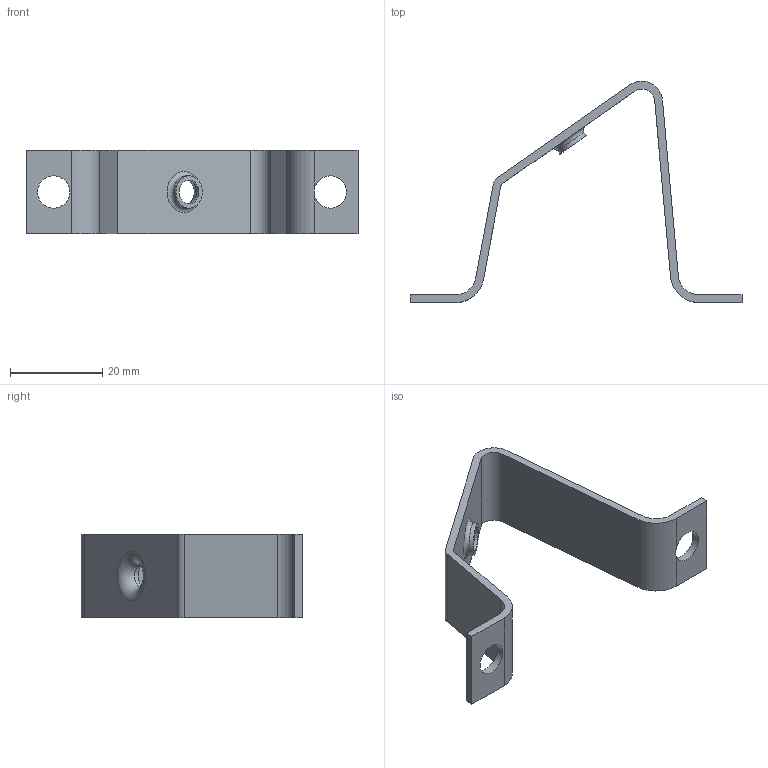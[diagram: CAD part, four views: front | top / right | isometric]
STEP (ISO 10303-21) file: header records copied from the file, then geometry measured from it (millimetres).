
FILE_DESCRIPTION(/* description */ (''),/* implementation_level */ '2;1');
FILE_NAME(/* name */ '2414_0_TSTW_M5.stp',/* time_stamp */ '2019-04-16T08:05:48+02:00',/* author */ (''),/* organization */ (''),/* preprocessor_version */ 'ST-DEVELOPER v16.7',/* originating_system */ 'SIEMENS PLM Software NX 12.0',/* authorisation */ '');
FILE_SCHEMA (('AUTOMOTIVE_DESIGN { 1 0 10303 214 3 1 1 1 }'));
Length unit declared in the file: millimetre
Products named in the file (1): 2414_0_TSTW_M5
Bounding box: 72 x 48.02 x 18 mm (x, y, z)
Volume: 4039.6 mm3; surface area: 5423.2 mm2
Topology: 1 solids, 1 shells, 29 faces, 82 edges, 54 vertices
Faces by surface type: plane 15, cylinder 12, torus 2
Full cylindrical faces by diameter (mm): 5.188 x1, 7 x3
Entity records: 944 total; most frequent: CARTESIAN_POINT 162, DIRECTION 158, ORIENTED_EDGE 148, EDGE_CURVE 74, AXIS2_PLACEMENT_3D 56, VERTEX_POINT 52, LINE 46, VECTOR 46
